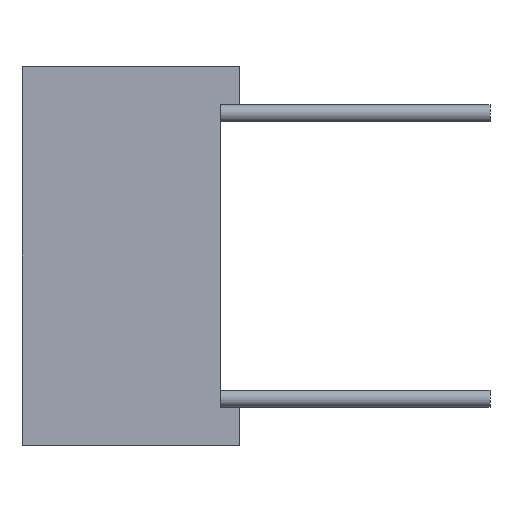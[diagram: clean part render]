
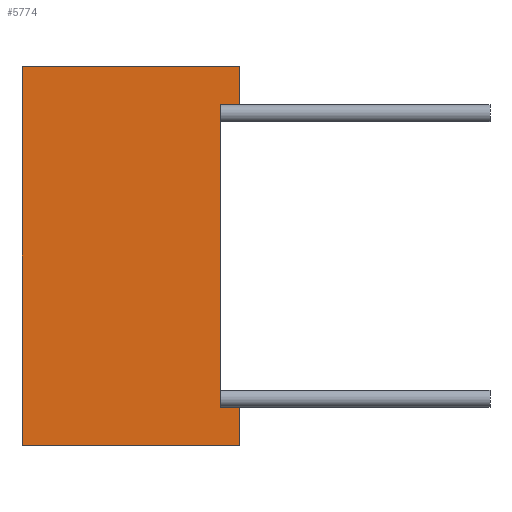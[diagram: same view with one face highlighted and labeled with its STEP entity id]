
A CAD part, left-side view. The second image highlights one B-rep face of the part: STEP entity #5774.
In plain terms, the highlighted planar face has unit normal (-1, 0, 0).
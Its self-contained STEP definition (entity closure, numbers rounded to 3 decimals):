
#98 = LINE ( 'NONE', #15871, #15962 ) ;
#331 = VECTOR ( 'NONE', #6297, 1000. ) ;
#590 = CARTESIAN_POINT ( 'NONE',  ( -16.05, 0., -5.05 ) ) ;
#689 = EDGE_CURVE ( 'NONE', #15758, #4014, #13049, .T. ) ;
#1271 = VERTEX_POINT ( 'NONE', #590 ) ;
#1300 = CARTESIAN_POINT ( 'NONE',  ( -16.05, 0.5, 0. ) ) ;
#1651 = CARTESIAN_POINT ( 'NONE',  ( -16.05, 0., -5.05 ) ) ;
#2631 = CARTESIAN_POINT ( 'NONE',  ( -16.05, 0.5, -4.05 ) ) ;
#2976 = CARTESIAN_POINT ( 'NONE',  ( -16.05, 0., 5.05 ) ) ;
#3208 = EDGE_CURVE ( 'NONE', #16982, #16874, #98, .T. ) ;
#3275 = LINE ( 'NONE', #17009, #20288 ) ;
#3782 = CARTESIAN_POINT ( 'NONE',  ( -16.05, 0., -5.05 ) ) ;
#4014 = VERTEX_POINT ( 'NONE', #11685 ) ;
#4351 = DIRECTION ( 'NONE',  ( 0., 0., 1. ) ) ;
#4491 = PLANE ( 'NONE',  #15364 ) ;
#5216 = VECTOR ( 'NONE', #17804, 1000. ) ;
#5774 = ADVANCED_FACE ( 'NONE', ( #21829 ), #4491, .T. ) ;
#5868 = CARTESIAN_POINT ( 'NONE',  ( -16.05, 0., 4.05 ) ) ;
#6297 = DIRECTION ( 'NONE',  ( 0., 0., -1. ) ) ;
#6489 = LINE ( 'NONE', #1300, #10122 ) ;
#6850 = DIRECTION ( 'NONE',  ( 0., 0., 1. ) ) ;
#7245 = CARTESIAN_POINT ( 'NONE',  ( -16.05, 0.5, -4.05 ) ) ;
#7439 = DIRECTION ( 'NONE',  ( 0., -1., 0. ) ) ;
#7448 = CARTESIAN_POINT ( 'NONE',  ( -16.05, 5.8, -5.05 ) ) ;
#8947 = VERTEX_POINT ( 'NONE', #13571 ) ;
#9425 = LINE ( 'NONE', #11005, #16150 ) ;
#9519 = EDGE_CURVE ( 'NONE', #1271, #4014, #3275, .T. ) ;
#10122 = VECTOR ( 'NONE', #19994, 1000. ) ;
#10358 = EDGE_CURVE ( 'NONE', #8947, #16529, #14314, .T. ) ;
#10538 = DIRECTION ( 'NONE',  ( 0., 0., 1. ) ) ;
#11005 = CARTESIAN_POINT ( 'NONE',  ( -16.05, 0., -5.05 ) ) ;
#11228 = EDGE_LOOP ( 'NONE', ( #12973, #11860, #13555, #12389, #21566, #18568, #13955, #14901 ) ) ;
#11514 = DIRECTION ( 'NONE',  ( 0., 1., 0. ) ) ;
#11685 = CARTESIAN_POINT ( 'NONE',  ( -16.05, 5.8, -5.05 ) ) ;
#11860 = ORIENTED_EDGE ( 'NONE', *, *, #10358, .T. ) ;
#11987 = EDGE_CURVE ( 'NONE', #17248, #15758, #16589, .T. ) ;
#12389 = ORIENTED_EDGE ( 'NONE', *, *, #3208, .T. ) ;
#12429 = CARTESIAN_POINT ( 'NONE',  ( -16.05, 0., 5.05 ) ) ;
#12973 = ORIENTED_EDGE ( 'NONE', *, *, #15443, .T. ) ;
#13049 = LINE ( 'NONE', #7448, #331 ) ;
#13555 = ORIENTED_EDGE ( 'NONE', *, *, #16268, .F. ) ;
#13571 = CARTESIAN_POINT ( 'NONE',  ( -16.05, 0., -4.05 ) ) ;
#13920 = LINE ( 'NONE', #3782, #13997 ) ;
#13955 = ORIENTED_EDGE ( 'NONE', *, *, #689, .T. ) ;
#13997 = VECTOR ( 'NONE', #10538, 1000. ) ;
#14300 = EDGE_CURVE ( 'NONE', #16874, #17248, #13920, .T. ) ;
#14314 = LINE ( 'NONE', #7245, #5216 ) ;
#14678 = DIRECTION ( 'NONE',  ( 0., 1., 0. ) ) ;
#14901 = ORIENTED_EDGE ( 'NONE', *, *, #9519, .F. ) ;
#15364 = AXIS2_PLACEMENT_3D ( 'NONE', #1651, #17294, #6850 ) ;
#15443 = EDGE_CURVE ( 'NONE', #1271, #8947, #9425, .T. ) ;
#15758 = VERTEX_POINT ( 'NONE', #16366 ) ;
#15871 = CARTESIAN_POINT ( 'NONE',  ( -16.05, 0., 4.05 ) ) ;
#15962 = VECTOR ( 'NONE', #7439, 1000. ) ;
#16150 = VECTOR ( 'NONE', #4351, 1000. ) ;
#16268 = EDGE_CURVE ( 'NONE', #16982, #16529, #6489, .T. ) ;
#16366 = CARTESIAN_POINT ( 'NONE',  ( -16.05, 5.8, 5.05 ) ) ;
#16529 = VERTEX_POINT ( 'NONE', #2631 ) ;
#16589 = LINE ( 'NONE', #2976, #17175 ) ;
#16874 = VERTEX_POINT ( 'NONE', #5868 ) ;
#16898 = CARTESIAN_POINT ( 'NONE',  ( -16.05, 0.5, 4.05 ) ) ;
#16982 = VERTEX_POINT ( 'NONE', #16898 ) ;
#17009 = CARTESIAN_POINT ( 'NONE',  ( -16.05, 0., -5.05 ) ) ;
#17175 = VECTOR ( 'NONE', #14678, 1000. ) ;
#17248 = VERTEX_POINT ( 'NONE', #12429 ) ;
#17294 = DIRECTION ( 'NONE',  ( -1., 0., 0. ) ) ;
#17804 = DIRECTION ( 'NONE',  ( 0., 1., 0. ) ) ;
#18568 = ORIENTED_EDGE ( 'NONE', *, *, #11987, .T. ) ;
#19994 = DIRECTION ( 'NONE',  ( 0., 0., -1. ) ) ;
#20288 = VECTOR ( 'NONE', #11514, 1000. ) ;
#21566 = ORIENTED_EDGE ( 'NONE', *, *, #14300, .T. ) ;
#21829 = FACE_OUTER_BOUND ( 'NONE', #11228, .T. ) ;
